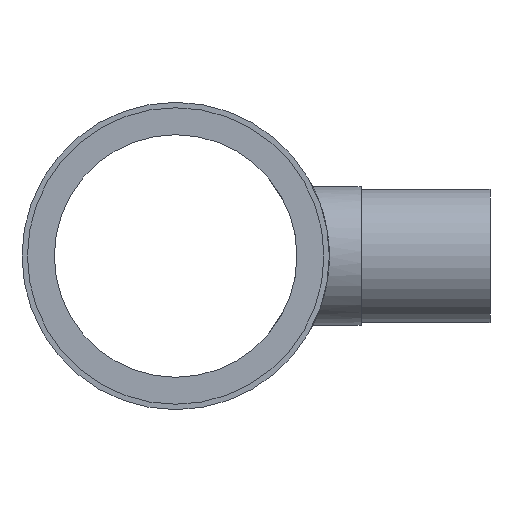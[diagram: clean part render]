
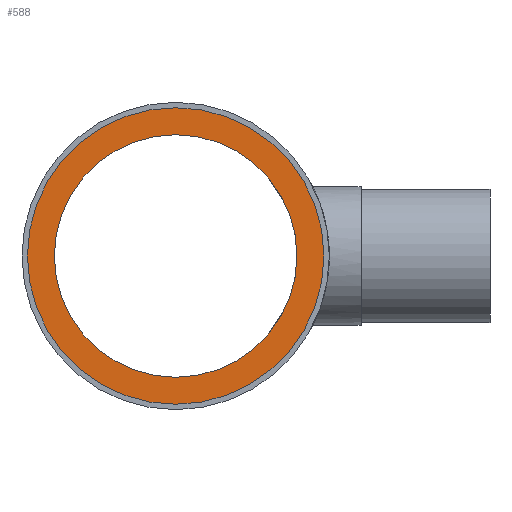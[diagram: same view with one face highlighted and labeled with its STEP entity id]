
A CAD part, front view. The second image highlights one B-rep face of the part: STEP entity #588.
In plain terms, the highlighted planar face has unit normal (0, -1, 0).
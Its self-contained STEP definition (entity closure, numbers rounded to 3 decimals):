
#197=CARTESIAN_POINT('',(-81.8,-255.,0.));
#198=VERTEX_POINT('',#197);
#205=CARTESIAN_POINT('',(0.,-255.,0.));
#206=DIRECTION('',(0.,1.,0.));
#207=DIRECTION('',(1.,0.,0.));
#208=AXIS2_PLACEMENT_3D('',#205,#206,#207);
#209=CIRCLE('',#208,81.8);
#210=EDGE_CURVE('',#198,#198,#209,.T.);
#552=CARTESIAN_POINT('',(-100.,-255.,0.));
#553=VERTEX_POINT('',#552);
#554=CARTESIAN_POINT('',(0.,-255.,0.));
#555=DIRECTION('',(0.,-1.,0.));
#556=DIRECTION('',(-1.,0.,0.));
#557=AXIS2_PLACEMENT_3D('',#554,#555,#556);
#558=CIRCLE('',#557,100.);
#559=EDGE_CURVE('',#553,#553,#558,.T.);
#577=ORIENTED_EDGE('',*,*,#559,.T.);
#578=EDGE_LOOP('',(#577));
#579=FACE_OUTER_BOUND('',#578,.T.);
#580=ORIENTED_EDGE('',*,*,#210,.T.);
#581=EDGE_LOOP('',(#580));
#582=FACE_BOUND('',#581,.T.);
#583=CARTESIAN_POINT('',(-50.,-255.,0.));
#584=DIRECTION('',(0.,-1.,0.));
#585=DIRECTION('',(-1.,0.,0.));
#586=AXIS2_PLACEMENT_3D('',#583,#584,#585);
#587=PLANE('',#586);
#588=ADVANCED_FACE('',(#579,#582),#587,.T.);
